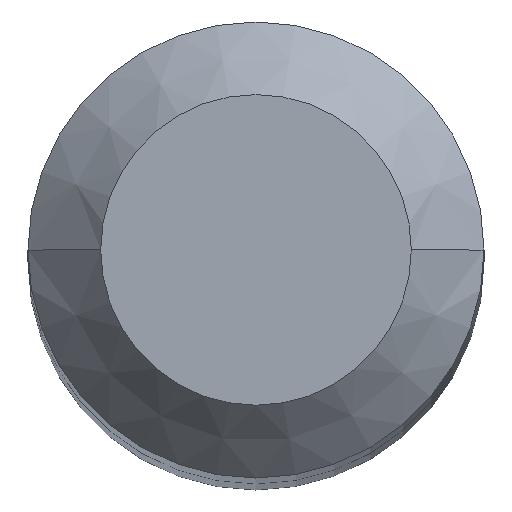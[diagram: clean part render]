
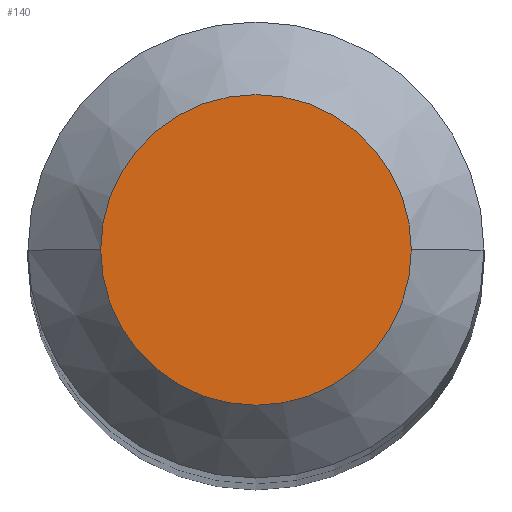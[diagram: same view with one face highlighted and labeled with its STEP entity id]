
A CAD part, top view. The second image highlights one B-rep face of the part: STEP entity #140.
In plain terms, the highlighted planar face has unit normal (0, 0, 1).
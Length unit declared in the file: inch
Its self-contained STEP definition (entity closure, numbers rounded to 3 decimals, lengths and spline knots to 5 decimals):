
#9 = EDGE_LOOP ( 'NONE', ( #199, #251 ) ) ;
#15 = CARTESIAN_POINT ( 'NONE',  ( 0., 0., 0. ) ) ;
#22 = AXIS2_PLACEMENT_3D ( 'NONE', #376, #128, #98 ) ;
#61 = VERTEX_POINT ( 'NONE', #269 ) ;
#82 = DIRECTION ( 'NONE',  ( 1., 0., 0. ) ) ;
#92 = EDGE_CURVE ( 'NONE', #61, #184, #123, .T. ) ;
#98 = DIRECTION ( 'NONE',  ( -1., 0., 0. ) ) ;
#122 = CARTESIAN_POINT ( 'NONE',  ( 0.06675, 0., 0. ) ) ;
#123 = CIRCLE ( 'NONE', #210, 0.06675 ) ;
#128 = DIRECTION ( 'NONE',  ( 0., 0., -1. ) ) ;
#140 = ADVANCED_FACE ( 'NONE', ( #311 ), #161, .F. ) ;
#161 = PLANE ( 'NONE',  #22 ) ;
#169 = DIRECTION ( 'NONE',  ( 0., 0., 1. ) ) ;
#184 = VERTEX_POINT ( 'NONE', #122 ) ;
#199 = ORIENTED_EDGE ( 'NONE', *, *, #92, .T. ) ;
#201 = CIRCLE ( 'NONE', #350, 0.06675 ) ;
#210 = AXIS2_PLACEMENT_3D ( 'NONE', #244, #336, #341 ) ;
#244 = CARTESIAN_POINT ( 'NONE',  ( 0., 0., 0. ) ) ;
#251 = ORIENTED_EDGE ( 'NONE', *, *, #303, .T. ) ;
#269 = CARTESIAN_POINT ( 'NONE',  ( -0.06675, 0., 0. ) ) ;
#303 = EDGE_CURVE ( 'NONE', #184, #61, #201, .T. ) ;
#311 = FACE_OUTER_BOUND ( 'NONE', #9, .T. ) ;
#336 = DIRECTION ( 'NONE',  ( 0., 0., 1. ) ) ;
#341 = DIRECTION ( 'NONE',  ( 1., 0., 0. ) ) ;
#350 = AXIS2_PLACEMENT_3D ( 'NONE', #15, #169, #82 ) ;
#376 = CARTESIAN_POINT ( 'NONE',  ( 0., 0., 0. ) ) ;
